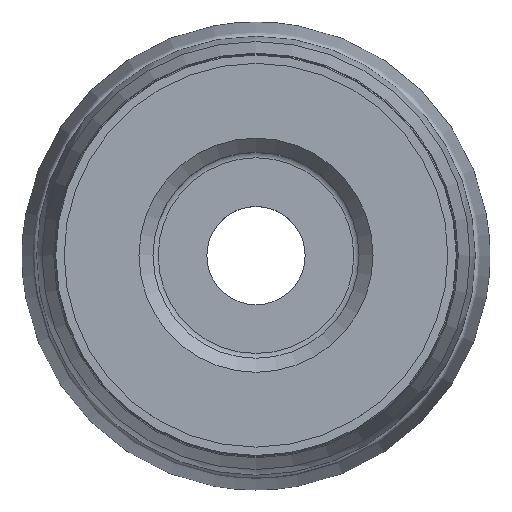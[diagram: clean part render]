
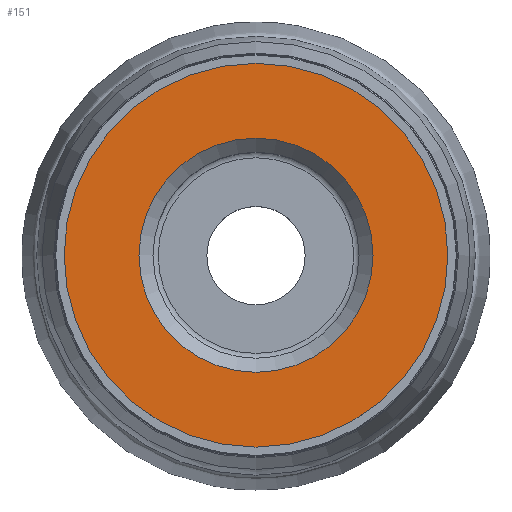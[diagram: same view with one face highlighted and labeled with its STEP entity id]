
A CAD part, top view. The second image highlights one B-rep face of the part: STEP entity #151.
In plain terms, the highlighted planar face has unit normal (0, 0, 1).
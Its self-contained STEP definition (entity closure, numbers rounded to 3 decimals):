
#109=PLANE('',#590);
#151=ADVANCED_FACE('',(#213,#214),#109,.T.);
#213=FACE_BOUND('',#270,.T.);
#214=FACE_BOUND('',#271,.T.);
#270=EDGE_LOOP('',(#326));
#271=EDGE_LOOP('',(#327));
#326=ORIENTED_EDGE('',*,*,#387,.T.);
#327=ORIENTED_EDGE('',*,*,#382,.F.);
#353=VERTEX_POINT('',#846);
#358=VERTEX_POINT('',#861);
#382=EDGE_CURVE('',#353,#353,#410,.T.);
#387=EDGE_CURVE('',#358,#358,#415,.T.);
#410=CIRCLE('',#575,12.505);
#415=CIRCLE('',#585,20.5);
#575=AXIS2_PLACEMENT_3D('',#845,#692,#693);
#585=AXIS2_PLACEMENT_3D('',#860,#712,#713);
#590=AXIS2_PLACEMENT_3D('',#867,#722,#723);
#692=DIRECTION('',(0.,0.,1.));
#693=DIRECTION('',(-1.,0.,0.));
#712=DIRECTION('',(0.,0.,1.));
#713=DIRECTION('',(-1.,0.,0.));
#722=DIRECTION('',(0.,0.,1.));
#723=DIRECTION('',(-1.,0.,0.));
#845=CARTESIAN_POINT('',(0.,0.,0.));
#846=CARTESIAN_POINT('',(-12.505,0.,0.));
#860=CARTESIAN_POINT('',(0.,0.,0.));
#861=CARTESIAN_POINT('',(-20.5,0.,0.));
#867=CARTESIAN_POINT('',(0.,0.,0.));
